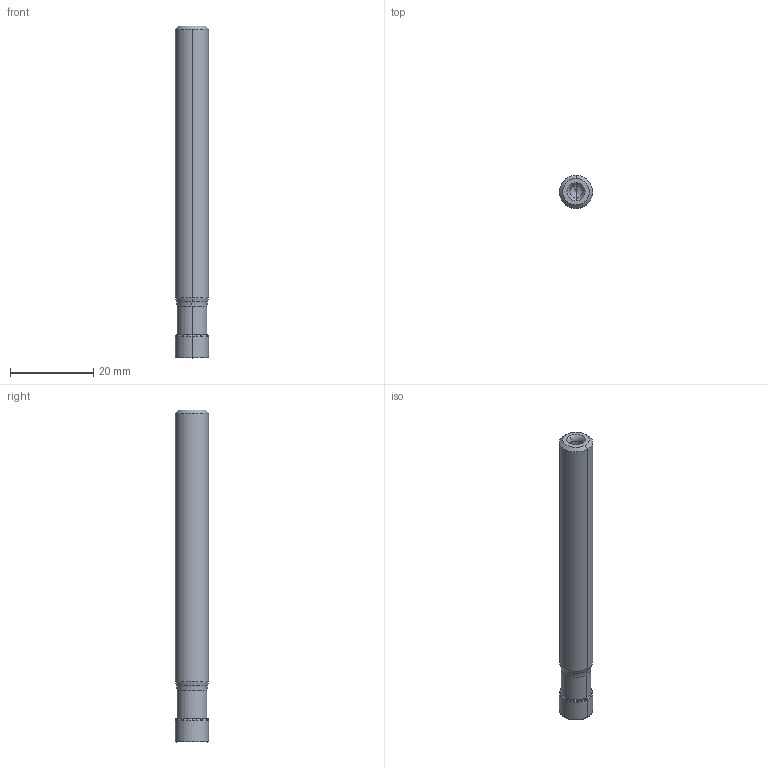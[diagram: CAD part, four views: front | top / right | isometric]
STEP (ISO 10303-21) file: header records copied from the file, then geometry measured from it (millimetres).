
FILE_DESCRIPTION((''),'2;1');
FILE_NAME('12J1A008012T0R00','2020-05-05T',('zeman'),(''),'CREO PARAMETRIC BY PTC INC, 2017020','CREO PARAMETRIC BY PTC INC, 2017020','');
FILE_SCHEMA(('AUTOMOTIVE_DESIGN { 1 0 10303 214 1 1 1 1 }'));
Length unit declared in the file: millimetre
Products named in the file (3): NOCUT; CUT; 12J1A008012T0R00
Assembly tree (2 placements, depth 2):
  12J1A008012T0R00
    NOCUT
    CUT
Bounding box: 8 x 8 x 80 mm (x, y, z)
Volume: 3434 mm3; surface area: 2891.4 mm2
Topology: 1 solids, 2 shells, 57 faces, 116 edges, 60 vertices
Faces by surface type: revolution 28, cone 10, cylinder 8, torus 8, plane 3
Entity records: 4030 total; most frequent: CARTESIAN_POINT 1980, DIRECTION 257, ORIENTED_EDGE 224, PRESENTATION_STYLE_ASSIGNMENT 118, STYLED_ITEM 118, CURVE_STYLE 116, EDGE_CURVE 112, AXIS2_PLACEMENT_3D 105
